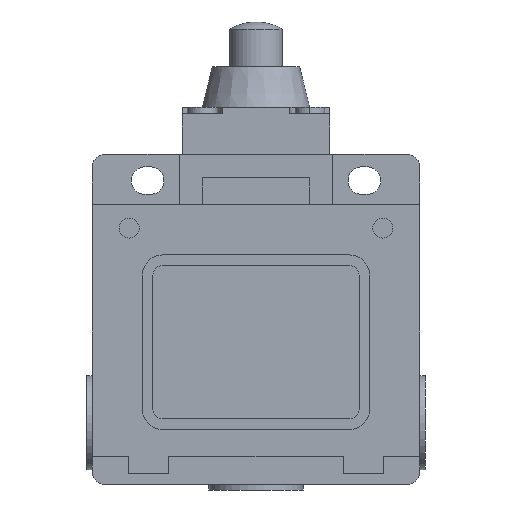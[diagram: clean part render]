
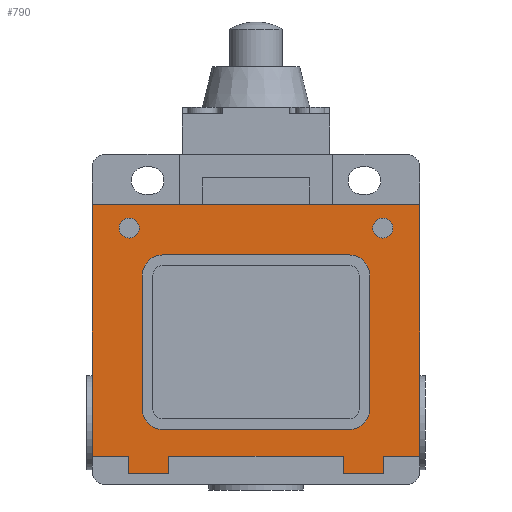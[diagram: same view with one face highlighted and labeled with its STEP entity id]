
A CAD part, front view. The second image highlights one B-rep face of the part: STEP entity #790.
In plain terms, the highlighted planar face has unit normal (0, -1, 0).
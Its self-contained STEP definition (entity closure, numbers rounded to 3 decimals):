
#401=CARTESIAN_POINT('POINT29',(-22.095,-15.,49.53));
#402=VERTEX_POINT('VERTEX29',#401);
#409=CARTESIAN_POINT('POINT30',(-25.905,-15.,49.53));
#410=VERTEX_POINT('VERTEX30',#409);
#411=CARTESIAN_POINT('POS48',(-24.,-15.,49.53));
#412=DIRECTION('DIR74',(0.,1.,0.));
#413=DIRECTION('DIR75',(1.,0.,0.));
#414=AXIS2_PLACEMENT_3D('AXIS27',#411,#412,#413);
#415=CIRCLE('ELLIPSE15',#414,1.905);
#416=EDGE_CURVE('EDGE38',#410,#402,#415,.T.);
#436=EDGE_CURVE('EDGE40',#402,#410,#415,.T.);
#441=CARTESIAN_POINT('POINT31',(25.905,-15.,49.53));
#442=VERTEX_POINT('VERTEX31',#441);
#449=CARTESIAN_POINT('POINT32',(22.095,-15.,49.53));
#450=VERTEX_POINT('VERTEX32',#449);
#451=CARTESIAN_POINT('POS52',(24.,-15.,49.53));
#452=DIRECTION('DIR80',(0.,1.,0.));
#453=DIRECTION('DIR81',(1.,0.,0.));
#454=AXIS2_PLACEMENT_3D('AXIS29',#451,#452,#453);
#455=CIRCLE('ELLIPSE16',#454,1.905);
#456=EDGE_CURVE('EDGE42',#450,#442,#455,.T.);
#476=EDGE_CURVE('EDGE44',#442,#450,#455,.T.);
#482=CARTESIAN_POINT('POINT33',(17.69,-15.,44.44));
#483=VERTEX_POINT('VERTEX33',#482);
#490=CARTESIAN_POINT('POINT34',(-17.69,-15.,44.44));
#491=VERTEX_POINT('VERTEX34',#490);
#492=CARTESIAN_POINT('POS56',(19.005,-15.,44.44));
#493=DIRECTION('DIR86',(1.,0.,0.));
#494=VECTOR('VEC26',#493,25.4);
#495=LINE('STRAIGHT26',#492,#494);
#496=EDGE_CURVE('EDGE46',#491,#483,#495,.T.);
#514=CARTESIAN_POINT('POINT35',(-21.5,-15.,40.63));
#515=VERTEX_POINT('VERTEX35',#514);
#516=CARTESIAN_POINT('POS59',(-17.69,-15.,40.63));
#517=DIRECTION('DIR90',(0.,1.,0.));
#518=DIRECTION('DIR91',(0.,0.,1.));
#519=AXIS2_PLACEMENT_3D('AXIS32',#516,#517,#518);
#520=CIRCLE('ELLIPSE17',#519,3.81);
#521=EDGE_CURVE('EDGE48',#515,#491,#520,.T.);
#539=CARTESIAN_POINT('POINT36',(-21.5,-15.,15.25));
#540=VERTEX_POINT('VERTEX36',#539);
#541=CARTESIAN_POINT('POS62',(-21.5,-15.,22.709));
#542=DIRECTION('DIR95',(0.,0.,1.));
#543=VECTOR('VEC29',#542,25.4);
#544=LINE('STRAIGHT29',#541,#543);
#545=EDGE_CURVE('EDGE50',#540,#515,#544,.T.);
#563=CARTESIAN_POINT('POINT37',(-17.69,-15.,11.44));
#564=VERTEX_POINT('VERTEX37',#563);
#565=CARTESIAN_POINT('POS65',(-17.69,-15.,15.25));
#566=DIRECTION('DIR99',(0.,1.,0.));
#567=DIRECTION('DIR100',(-1.,0.,0.));
#568=AXIS2_PLACEMENT_3D('AXIS35',#565,#566,#567);
#569=CIRCLE('ELLIPSE18',#568,3.81);
#570=EDGE_CURVE('EDGE52',#564,#540,#569,.T.);
#588=CARTESIAN_POINT('POINT38',(17.69,-15.,11.44));
#589=VERTEX_POINT('VERTEX38',#588);
#590=CARTESIAN_POINT('POS68',(1.315,-15.,11.44
   ));
#591=DIRECTION('DIR104',(-1.,0.,0.));
#592=VECTOR('VEC32',#591,25.4);
#593=LINE('STRAIGHT32',#590,#592);
#594=EDGE_CURVE('EDGE54',#589,#564,#593,.T.);
#612=CARTESIAN_POINT('POINT39',(21.5,-15.,15.25));
#613=VERTEX_POINT('VERTEX39',#612);
#614=CARTESIAN_POINT('POS71',(17.69,-15.,15.25));
#615=DIRECTION('DIR108',(0.,1.,0.));
#616=DIRECTION('DIR109',(0.,0.,-1.));
#617=AXIS2_PLACEMENT_3D('AXIS38',#614,#615,#616);
#618=CIRCLE('ELLIPSE19',#617,3.81);
#619=EDGE_CURVE('EDGE56',#613,#589,#618,.T.);
#637=CARTESIAN_POINT('POINT40',(21.5,-15.,40.63));
#638=VERTEX_POINT('VERTEX40',#637);
#639=CARTESIAN_POINT('POS74',(21.5,-15.,16.364));
#640=DIRECTION('DIR113',(0.,0.,-1.));
#641=VECTOR('VEC35',#640,25.4);
#642=LINE('STRAIGHT35',#639,#641);
#643=EDGE_CURVE('EDGE58',#638,#613,#642,.T.);
#661=CARTESIAN_POINT('POS77',(17.69,-15.,40.63));
#662=DIRECTION('DIR117',(0.,1.,
   0.));
#663=DIRECTION('DIR118',(1.,0.,
   0.));
#664=AXIS2_PLACEMENT_3D('AXIS41',#661,#662,#663);
#665=CIRCLE('ELLIPSE20',#664,3.81);
#666=EDGE_CURVE('EDGE60',#483,#638,#665,.T.);
#677=ORIENTED_EDGE('COEDGE109',*,*,#666,.T.);
#678=ORIENTED_EDGE('COEDGE110',*,*,#643,.T.);
#679=ORIENTED_EDGE('COEDGE111',*,*,#619,.T.);
#680=ORIENTED_EDGE('COEDGE112',*,*,#594,.T.);
#681=ORIENTED_EDGE('COEDGE113',*,*,#570,.T.);
#682=ORIENTED_EDGE('COEDGE114',*,*,#545,.T.);
#683=ORIENTED_EDGE('COEDGE115',*,*,#521,.T.);
#684=ORIENTED_EDGE('COEDGE116',*,*,#496,.T.);
#685=EDGE_LOOP('NONE',(#677,#678,#679,#680,#681,#682,#683,#684));
#686=FACE_BOUND('LOOP1',#685,.T.);
#687=ORIENTED_EDGE('COEDGE117',*,*,#476,.T.);
#688=ORIENTED_EDGE('COEDGE118',*,*,#456,.T.);
#689=EDGE_LOOP('NONE',(#687,#688));
#690=FACE_BOUND('LOOP1',#689,.T.);
#691=ORIENTED_EDGE('COEDGE119',*,*,#436,.T.);
#692=ORIENTED_EDGE('COEDGE120',*,*,#416,.T.);
#693=EDGE_LOOP('NONE',(#691,#692));
#694=FACE_BOUND('LOOP1',#693,.T.);
#695=CARTESIAN_POINT('POINT41',(16.535,-15.,6.375));
#696=VERTEX_POINT('VERTEX41',#695);
#697=CARTESIAN_POINT('POINT42',(16.535,-15.,3.2));
#698=VERTEX_POINT('VERTEX42',#697);
#699=CARTESIAN_POINT('POS79',(16.535,-15.,4.788));
#700=DIRECTION('DIR121',(0.,0.,-1.));
#701=VECTOR('VEC37',#700,25.4);
#702=LINE('STRAIGHT37',#699,#701);
#703=EDGE_CURVE('EDGE61',#696,#698,#702,.T.);
#704=ORIENTED_EDGE('COEDGE121',*,*,#703,.T.);
#705=CARTESIAN_POINT('POINT43',(24.105,-15.,3.2));
#706=VERTEX_POINT('VERTEX43',#705);
#707=CARTESIAN_POINT('POS80',(20.32,-15.,3.2));
#708=DIRECTION('DIR122',(-1.,0.,0.));
#709=VECTOR('VEC38',#708,25.4);
#710=LINE('STRAIGHT38',#707,#709);
#711=EDGE_CURVE('EDGE62',#706,#698,#710,.T.);
#712=ORIENTED_EDGE('COEDGE122',*,*,#711,.F.);
#713=CARTESIAN_POINT('POINT44',(24.105,-15.,6.375));
#714=VERTEX_POINT('VERTEX44',#713);
#715=CARTESIAN_POINT('POS81',(24.105,-15.,4.788));
#716=DIRECTION('DIR123',(0.,0.,-1.));
#717=VECTOR('VEC39',#716,25.4);
#718=LINE('STRAIGHT39',#715,#717);
#719=EDGE_CURVE('EDGE63',#714,#706,#718,.T.);
#720=ORIENTED_EDGE('COEDGE123',*,*,#719,.F.);
#721=CARTESIAN_POINT('POINT45',(30.975,-15.,6.375));
#722=VERTEX_POINT('VERTEX45',#721);
#723=CARTESIAN_POINT('POS82',(0.,-15.,6.375));
#724=DIRECTION('DIR124',(-1.,0.,0.));
#725=VECTOR('VEC40',#724,25.4);
#726=LINE('STRAIGHT40',#723,#725);
#727=EDGE_CURVE('EDGE64',#722,#714,#726,.T.);
#728=ORIENTED_EDGE('COEDGE124',*,*,#727,.F.);
#729=CARTESIAN_POINT('POINT46',(30.975,-15.,53.95));
#730=VERTEX_POINT('VERTEX46',#729);
#731=CARTESIAN_POINT('POS83',(30.975,-15.,30.163));
#732=DIRECTION('DIR125',(0.,0.,-1.));
#733=VECTOR('VEC41',#732,25.4);
#734=LINE('STRAIGHT41',#731,#733);
#735=EDGE_CURVE('EDGE65',#730,#722,#734,.T.);
#736=ORIENTED_EDGE('COEDGE125',*,*,#735,.F.);
#737=CARTESIAN_POINT('POINT47',(-30.975,-15.,53.95));
#738=VERTEX_POINT('VERTEX47',#737);
#739=CARTESIAN_POINT('POS84',(0.,-15.,53.95));
#740=DIRECTION('DIR126',(1.,0.,0.));
#741=VECTOR('VEC42',#740,25.4);
#742=LINE('STRAIGHT42',#739,#741);
#743=EDGE_CURVE('EDGE66',#738,#730,#742,.T.);
#744=ORIENTED_EDGE('COEDGE126',*,*,#743,.F.);
#745=CARTESIAN_POINT('POINT48',(-30.975,-15.,6.375));
#746=VERTEX_POINT('VERTEX48',#745);
#747=CARTESIAN_POINT('POS85',(-30.975,-15.,30.163));
#748=DIRECTION('DIR127',(0.,0.,-1.));
#749=VECTOR('VEC43',#748,25.4);
#750=LINE('STRAIGHT43',#747,#749);
#751=EDGE_CURVE('EDGE67',#738,#746,#750,.T.);
#752=ORIENTED_EDGE('COEDGE127',*,*,#751,.T.);
#753=CARTESIAN_POINT('POINT49',(-24.105,-15.,6.375));
#754=VERTEX_POINT('VERTEX49',#753);
#755=EDGE_CURVE('EDGE68',#754,#746,#726,.T.);
#756=ORIENTED_EDGE('COEDGE128',*,*,#755,.F.);
#757=CARTESIAN_POINT('POINT50',(-24.105,-15.,3.2));
#758=VERTEX_POINT('VERTEX50',#757);
#759=CARTESIAN_POINT('POS86',(-24.105,-15.,4.788));
#760=DIRECTION('DIR128',(0.,0.,-1.));
#761=VECTOR('VEC44',#760,25.4);
#762=LINE('STRAIGHT44',#759,#761);
#763=EDGE_CURVE('EDGE69',#754,#758,#762,.T.);
#764=ORIENTED_EDGE('COEDGE129',*,*,#763,.T.);
#765=CARTESIAN_POINT('POINT51',(-16.535,-15.,3.2));
#766=VERTEX_POINT('VERTEX51',#765);
#767=CARTESIAN_POINT('POS87',(-20.32,-15.,3.2));
#768=DIRECTION('DIR129',(-1.,0.,0.));
#769=VECTOR('VEC45',#768,25.4);
#770=LINE('STRAIGHT45',#767,#769);
#771=EDGE_CURVE('EDGE70',#766,#758,#770,.T.);
#772=ORIENTED_EDGE('COEDGE130',*,*,#771,.F.);
#773=CARTESIAN_POINT('POINT52',(-16.535,-15.,6.375));
#774=VERTEX_POINT('VERTEX52',#773);
#775=CARTESIAN_POINT('POS88',(-16.535,-15.,4.788));
#776=DIRECTION('DIR130',(0.,0.,-1.));
#777=VECTOR('VEC46',#776,25.4);
#778=LINE('STRAIGHT46',#775,#777);
#779=EDGE_CURVE('EDGE71',#774,#766,#778,.T.);
#780=ORIENTED_EDGE('COEDGE131',*,*,#779,.F.);
#781=EDGE_CURVE('EDGE72',#696,#774,#726,.T.);
#782=ORIENTED_EDGE('COEDGE132',*,*,#781,.F.);
#783=EDGE_LOOP('NONE',(#704,#712,#720,#728,#736,#744,#752,#756,#764,#772
   ,#780,#782));
#784=FACE_BOUND('LOOP1',#783,.T.);
#785=CARTESIAN_POINT('POS89',(20.32,-15.,4.788));
#786=DIRECTION('DIR131',(0.,1.,0.));
#787=DIRECTION('DIR132',(1.,0.,0.));
#788=AXIS2_PLACEMENT_3D('AXIS43',#785,#786,#787);
#789=PLANE('PLANE13',#788);
#790=ADVANCED_FACE('FACE25',(#686,#690,#694,#784),#789,.F.);
